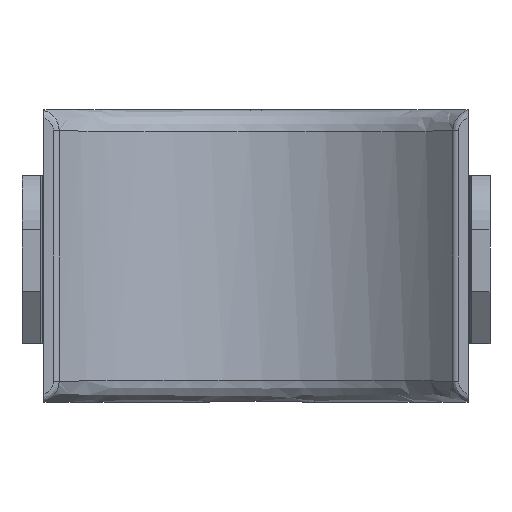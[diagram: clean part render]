
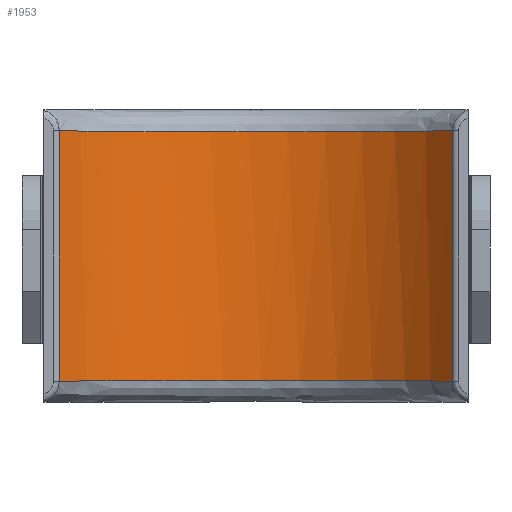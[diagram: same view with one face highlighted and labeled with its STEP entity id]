
A CAD part, front view. The second image highlights one B-rep face of the part: STEP entity #1953.
In plain terms, the highlighted cylindrical face has radius 35 mm (diameter 70 mm), a partial arc.
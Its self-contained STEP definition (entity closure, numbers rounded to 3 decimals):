
#18 = CARTESIAN_POINT ( 'NONE',  ( -22.399, -8.098, -17.062 ) ) ;
#45 = CARTESIAN_POINT ( 'NONE',  ( 2.559, -0.07, -16.999 ) ) ;
#77 = CARTESIAN_POINT ( 'NONE',  ( 25.221, -10.699, -17.11 ) ) ;
#134 = CARTESIAN_POINT ( 'NONE',  ( 22.413, -8.088, 17.062 ) ) ;
#160 = DIRECTION ( 'NONE',  ( 0., 0., -1. ) ) ;
#167 = CARTESIAN_POINT ( 'NONE',  ( -2.596, -0.001, 16.999 ) ) ;
#194 = CARTESIAN_POINT ( 'NONE',  ( -23.845, -9.371, 17.084 ) ) ;
#282 = CARTESIAN_POINT ( 'NONE',  ( -26.925, -12.639, -17.155 ) ) ;
#666 = CARTESIAN_POINT ( 'NONE',  ( -19.353, -5.724, -17.028 ) ) ;
#678 = CARTESIAN_POINT ( 'NONE',  ( 26.925, -12.639, 17.155 ) ) ;
#694 = CARTESIAN_POINT ( 'NONE',  ( 6.393, -0.565, -16.999 ) ) ;
#697 = B_SPLINE_CURVE_WITH_KNOTS ( 'NONE', 3,
 ( #6465, #7453, #3223, #7735, #3872, #18, #4536, #666, #5184, #1316, #5840, #1962, #6486, #2613, #7126, #3243, #7759, #3912, #45, #4556, #694, #5220, #1335, #5864, #1995, #6516, #2632, #7155, #3280, #7783, #3935, #77, #4584, #713 ),
 .UNSPECIFIED., .F., .F.,
 ( 4, 2, 2, 2, 2, 2, 2, 2, 2, 2, 2, 2, 2, 2, 2, 2, 4 ),
 ( 0., 0.004, 0.006, 0.008, 0.016, 0.018, 0.02, 0.024, 0.031, 0.035, 0.039, 0.047, 0.049, 0.05, 0.054, 0.058, 0.062 ),
 .UNSPECIFIED. ) ;
#711 = CARTESIAN_POINT ( 'NONE',  ( 0., -35., 20. ) ) ;
#713 = CARTESIAN_POINT ( 'NONE',  ( 26.925, -12.639, -17.155 ) ) ;
#789 = CARTESIAN_POINT ( 'NONE',  ( 19.353, -5.809, 17.031 ) ) ;
#809 = CARTESIAN_POINT ( 'NONE',  ( -8.856, -1.115, 17. ) ) ;
#837 = CARTESIAN_POINT ( 'NONE',  ( -26.103, -11.648, 17.13 ) ) ;
#932 = LINE ( 'NONE', #1456, #2259 ) ;
#1316 = CARTESIAN_POINT ( 'NONE',  ( -14.294, -3.045, -17.008 ) ) ;
#1335 = CARTESIAN_POINT ( 'NONE',  ( 12.549, -2.227, -17.003 ) ) ;
#1429 = CARTESIAN_POINT ( 'NONE',  ( 17.162, -4.49, 17.019 ) ) ;
#1456 = CARTESIAN_POINT ( 'NONE',  ( -26.925, -12.639, 20. ) ) ;
#1463 = CARTESIAN_POINT ( 'NONE',  ( -11.916, -2.085, 17.003 ) ) ;
#1577 = CYLINDRICAL_SURFACE ( 'NONE', #3949, 35. ) ;
#1953 = ADVANCED_FACE ( 'NONE', ( #6733 ), #1577, .F. ) ;
#1962 = CARTESIAN_POINT ( 'NONE',  ( -12.52, -2.31, -17.004 ) ) ;
#1995 = CARTESIAN_POINT ( 'NONE',  ( 16.029, -3.879, -17.014 ) ) ;
#2063 = CARTESIAN_POINT ( 'NONE',  ( 26.102, -11.647, 17.13 ) ) ;
#2088 = CARTESIAN_POINT ( 'NONE',  ( 15.452, -3.589, 17.011 ) ) ;
#2113 = CARTESIAN_POINT ( 'NONE',  ( -13.708, -2.79, 17.007 ) ) ;
#2158 = ORIENTED_EDGE ( 'NONE', *, *, #6638, .T. ) ;
#2259 = VECTOR ( 'NONE', #160, 1000. ) ;
#2613 = CARTESIAN_POINT ( 'NONE',  ( -10.088, -1.461, -17.001 ) ) ;
#2632 = CARTESIAN_POINT ( 'NONE',  ( 17.718, -4.809, -17.021 ) ) ;
#2733 = CARTESIAN_POINT ( 'NONE',  ( 10.139, -1.403, 17.001 ) ) ;
#2760 = CARTESIAN_POINT ( 'NONE',  ( -17.179, -4.399, 17.017 ) ) ;
#2889 = EDGE_CURVE ( 'NONE', #6980, #4708, #3873, .T. ) ;
#3066 = CARTESIAN_POINT ( 'NONE',  ( 26.925, -12.639, -17.155 ) ) ;
#3223 = CARTESIAN_POINT ( 'NONE',  ( -25.229, -10.707, -17.11 ) ) ;
#3243 = CARTESIAN_POINT ( 'NONE',  ( -5.128, -0.284, -16.999 ) ) ;
#3280 = CARTESIAN_POINT ( 'NONE',  ( 20.401, -6.532, -17.04 ) ) ;
#3376 = CARTESIAN_POINT ( 'NONE',  ( 5.116, -0.352, 16.999 ) ) ;
#3410 = CARTESIAN_POINT ( 'NONE',  ( -21.898, -7.689, 17.056 ) ) ;
#3431 = DIRECTION ( 'NONE',  ( 0., 0., -1. ) ) ;
#3710 = EDGE_CURVE ( 'NONE', #7903, #4479, #932, .T. ) ;
#3771 = ORIENTED_EDGE ( 'NONE', *, *, #5827, .T. ) ;
#3872 = CARTESIAN_POINT ( 'NONE',  ( -23.371, -8.939, -17.076 ) ) ;
#3873 = LINE ( 'NONE', #7589, #5400 ) ;
#3912 = CARTESIAN_POINT ( 'NONE',  ( 1.274, 0.001, -16.999 ) ) ;
#3935 = CARTESIAN_POINT ( 'NONE',  ( 23.378, -8.921, -17.075 ) ) ;
#3949 = AXIS2_PLACEMENT_3D ( 'NONE', #711, #3431, #8280 ) ;
#4005 = CARTESIAN_POINT ( 'NONE',  ( 23.378, -8.921, 17.075 ) ) ;
#4036 = CARTESIAN_POINT ( 'NONE',  ( 1.274, 0.001, 16.999 ) ) ;
#4060 = CARTESIAN_POINT ( 'NONE',  ( -23.371, -8.939, 17.076 ) ) ;
#4388 = DIRECTION ( 'NONE',  ( 0., 0., 1. ) ) ;
#4479 = VERTEX_POINT ( 'NONE', #282 ) ;
#4536 = CARTESIAN_POINT ( 'NONE',  ( -21.898, -7.689, -17.056 ) ) ;
#4540 = B_SPLINE_CURVE_WITH_KNOTS ( 'NONE', 3,
 ( #6585, #2063, #7859, #4005, #134, #4652, #789, #5307, #1429, #5964, #2088, #6612, #2733, #7250, #3376, #7885, #4036, #167, #4680, #809, #5337, #1463, #5982, #2113, #6643, #2760, #7267, #3410, #7918, #4060, #194, #4714, #837, #5360 ),
 .UNSPECIFIED., .F., .F.,
 ( 4, 2, 2, 2, 2, 2, 2, 2, 2, 2, 2, 2, 2, 2, 2, 2, 4 ),
 ( 0., 0.004, 0.008, 0.012, 0.014, 0.016, 0.024, 0.028, 0.031, 0.039, 0.043, 0.045, 0.047, 0.055, 0.057, 0.058, 0.062 ),
 .UNSPECIFIED. ) ;
#4556 = CARTESIAN_POINT ( 'NONE',  ( 5.116, -0.352, -16.999 ) ) ;
#4584 = CARTESIAN_POINT ( 'NONE',  ( 26.102, -11.647, -17.13 ) ) ;
#4652 = CARTESIAN_POINT ( 'NONE',  ( 20.401, -6.532, 17.04 ) ) ;
#4680 = CARTESIAN_POINT ( 'NONE',  ( -5.128, -0.284, 16.999 ) ) ;
#4708 = VERTEX_POINT ( 'NONE', #678 ) ;
#4714 = CARTESIAN_POINT ( 'NONE',  ( -25.229, -10.707, 17.11 ) ) ;
#5184 = CARTESIAN_POINT ( 'NONE',  ( -17.179, -4.399, -17.017 ) ) ;
#5220 = CARTESIAN_POINT ( 'NONE',  ( 10.139, -1.403, -17.001 ) ) ;
#5307 = CARTESIAN_POINT ( 'NONE',  ( 17.718, -4.809, 17.021 ) ) ;
#5337 = CARTESIAN_POINT ( 'NONE',  ( -10.088, -1.461, 17.001 ) ) ;
#5360 = CARTESIAN_POINT ( 'NONE',  ( -26.925, -12.639, 17.155 ) ) ;
#5400 = VECTOR ( 'NONE', #4388, 1000. ) ;
#5827 = EDGE_CURVE ( 'NONE', #4479, #6980, #697, .T. ) ;
#5840 = CARTESIAN_POINT ( 'NONE',  ( -13.708, -2.79, -17.007 ) ) ;
#5864 = CARTESIAN_POINT ( 'NONE',  ( 15.452, -3.589, -17.011 ) ) ;
#5964 = CARTESIAN_POINT ( 'NONE',  ( 16.029, -3.879, 17.014 ) ) ;
#5982 = CARTESIAN_POINT ( 'NONE',  ( -12.52, -2.31, 17.004 ) ) ;
#6109 = ORIENTED_EDGE ( 'NONE', *, *, #3710, .T. ) ;
#6207 = EDGE_LOOP ( 'NONE', ( #3771, #6780, #2158, #6109 ) ) ;
#6465 = CARTESIAN_POINT ( 'NONE',  ( -26.925, -12.639, -17.155 ) ) ;
#6486 = CARTESIAN_POINT ( 'NONE',  ( -11.916, -2.085, -17.003 ) ) ;
#6516 = CARTESIAN_POINT ( 'NONE',  ( 17.162, -4.49, -17.019 ) ) ;
#6585 = CARTESIAN_POINT ( 'NONE',  ( 26.925, -12.639, 17.155 ) ) ;
#6612 = CARTESIAN_POINT ( 'NONE',  ( 12.549, -2.227, 17.003 ) ) ;
#6638 = EDGE_CURVE ( 'NONE', #4708, #7903, #4540, .T. ) ;
#6643 = CARTESIAN_POINT ( 'NONE',  ( -14.294, -3.045, 17.008 ) ) ;
#6733 = FACE_OUTER_BOUND ( 'NONE', #6207, .T. ) ;
#6780 = ORIENTED_EDGE ( 'NONE', *, *, #2889, .T. ) ;
#6980 = VERTEX_POINT ( 'NONE', #3066 ) ;
#7126 = CARTESIAN_POINT ( 'NONE',  ( -8.856, -1.115, -17. ) ) ;
#7155 = CARTESIAN_POINT ( 'NONE',  ( 19.353, -5.809, -17.031 ) ) ;
#7250 = CARTESIAN_POINT ( 'NONE',  ( 6.393, -0.565, 16.999 ) ) ;
#7267 = CARTESIAN_POINT ( 'NONE',  ( -19.353, -5.724, 17.028 ) ) ;
#7384 = CARTESIAN_POINT ( 'NONE',  ( -26.925, -12.639, 17.155 ) ) ;
#7453 = CARTESIAN_POINT ( 'NONE',  ( -26.103, -11.648, -17.13 ) ) ;
#7589 = CARTESIAN_POINT ( 'NONE',  ( 26.925, -12.639, 20. ) ) ;
#7735 = CARTESIAN_POINT ( 'NONE',  ( -23.845, -9.371, -17.084 ) ) ;
#7759 = CARTESIAN_POINT ( 'NONE',  ( -2.596, -0.001, -16.999 ) ) ;
#7783 = CARTESIAN_POINT ( 'NONE',  ( 22.413, -8.088, -17.062 ) ) ;
#7859 = CARTESIAN_POINT ( 'NONE',  ( 25.221, -10.699, 17.11 ) ) ;
#7885 = CARTESIAN_POINT ( 'NONE',  ( 2.559, -0.07, 16.999 ) ) ;
#7903 = VERTEX_POINT ( 'NONE', #7384 ) ;
#7918 = CARTESIAN_POINT ( 'NONE',  ( -22.399, -8.098, 17.062 ) ) ;
#8280 = DIRECTION ( 'NONE',  ( -1., 0., 0. ) ) ;
